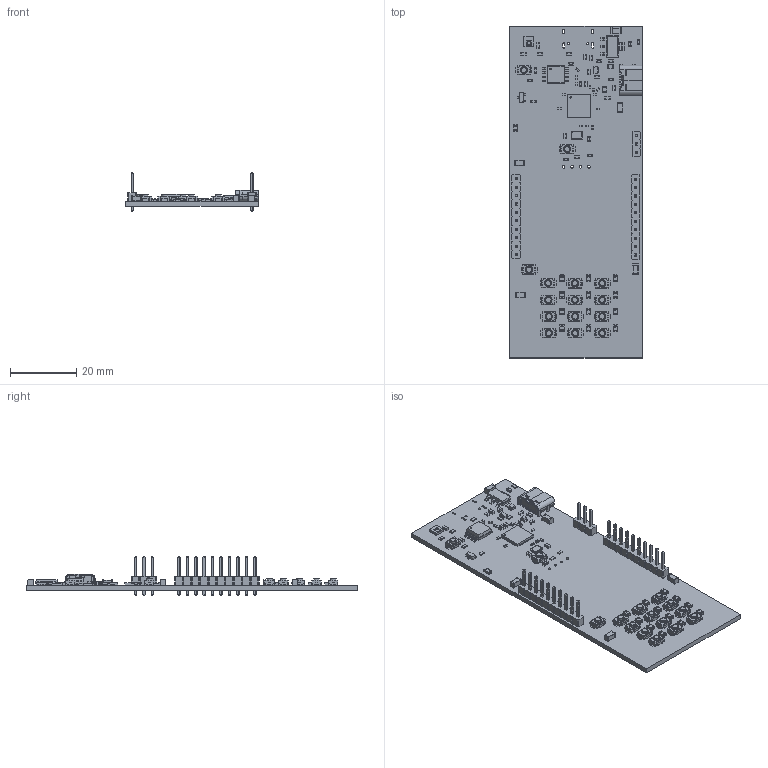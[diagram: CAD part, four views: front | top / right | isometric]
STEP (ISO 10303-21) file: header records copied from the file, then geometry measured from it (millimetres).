
FILE_DESCRIPTION(('KiCad electronic assembly'),'2;1');
FILE_NAME('RP2040 Devboard.step','2025-12-14T21:36:43',('Pcbnew'),( 'Kicad'),'Open CASCADE STEP processor 7.9','KiCad to STEP converter' ,'Unknown');
FILE_SCHEMA(('AUTOMOTIVE_DESIGN { 1 0 10303 214 1 1 1 1 }'));
Length unit declared in the file: millimetre
Products named in the file (20): RP2040 Devboard 1; D_0805_2012Metric; R_0402_1005Metric; R_0603_1608Metric; SW_Push_SPST_NO_Alps_SKRK; C_1206_3216Metric; Crystal_SMD_3225-4Pin_3.2x2.5mm; C_0402_1005Metric; SOT-583-8; C_0603_1608Metric; PinHeader_1x10_P2.54mm_Vertical; PinHeader_1x03_P2.54mm_Vertical; LED_0805_2012Metric; SOT-23; SOIC-8_5.3x5.3mm_P1.27mm; QFN-56-1EP_7x7mm_P0.4mm_EP3.2x3.2mm; SOT-223; USB_C_Receptacle_GCT_USB4125-xx-x_6P_TopMnt_Horizontal; Texas_S-PWSON-N6-HDC2080; RP2040 Devboard_PCB
Assembly tree (86 placements, depth 2):
  RP2040 Devboard 1
    D_0805_2012Metric  x13
    R_0402_1005Metric
    R_0603_1608Metric  x18
    SW_Push_SPST_NO_Alps_SKRK  x15
    C_1206_3216Metric  x5
    Crystal_SMD_3225-4Pin_3.2x2.5mm
    C_0402_1005Metric  x12
    SOT-583-8
    C_0603_1608Metric  x8
    PinHeader_1x10_P2.54mm_Vertical  x2
    PinHeader_1x03_P2.54mm_Vertical
    LED_0805_2012Metric  x2
    SOT-23
    SOIC-8_5.3x5.3mm_P1.27mm
    QFN-56-1EP_7x7mm_P0.4mm_EP3.2x3.2mm
    SOT-223
    USB_C_Receptacle_GCT_USB4125-xx-x_6P_TopMnt_Horizontal
    Texas_S-PWSON-N6-HDC2080
    RP2040 Devboard_PCB
Bounding box: 40.03 x 100 x 11.54 mm (x, y, z)
Volume: 7037 mm3; surface area: 11944.5 mm2
Topology: 101 solids, 101 shells, 5671 faces, 15251 edges, 9752 vertices
Faces by surface type: plane 4490, cylinder 1108, bspline 56, torus 15, cone 2
Full cylindrical faces by diameter (mm): 0.1 x1, 0.4 x1, 0.65 x2, 0.8 x6, 1 x23, 1.8 x15, 2.2 x15
Entity records: 79624 total; most frequent: CARTESIAN_POINT 11508, ORIENTED_EDGE 10934, DIRECTION 10261, EDGE_CURVE 5456, LINE 4683, VECTOR 4683, VERTEX_POINT 3484, AXIS2_PLACEMENT_3D 2789
